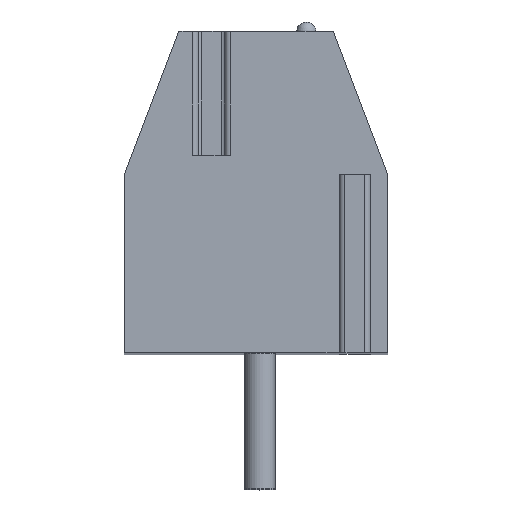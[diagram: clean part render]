
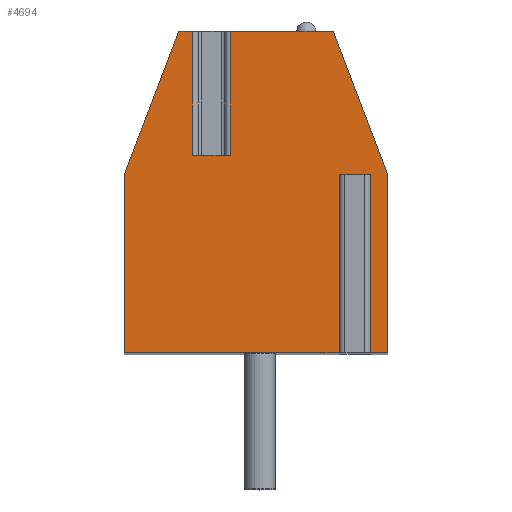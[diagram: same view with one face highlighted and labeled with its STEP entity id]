
A CAD part, top view. The second image highlights one B-rep face of the part: STEP entity #4694.
In plain terms, the highlighted planar face has unit normal (0, 0, 1).
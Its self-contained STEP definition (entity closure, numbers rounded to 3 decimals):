
#13=DIRECTION('',(0.,1.,0.));
#14=VECTOR('',#13,3.2);
#15=CARTESIAN_POINT('',(-1.636,1.,20.955));
#16=LINE('',#15,#14);
#17=DIRECTION('',(1.,0.,0.));
#18=VECTOR('',#17,0.972);
#19=CARTESIAN_POINT('',(-1.636,1.,20.955));
#20=LINE('',#19,#18);
#21=DIRECTION('',(0.,1.,0.));
#22=VECTOR('',#21,3.2);
#23=CARTESIAN_POINT('',(-0.664,1.,20.955));
#24=LINE('',#23,#22);
#25=DIRECTION('',(-1.,0.,0.));
#26=VECTOR('',#25,2.659);
#27=CARTESIAN_POINT('',(1.995,4.2,20.955));
#28=LINE('',#27,#26);
#29=DIRECTION('',(-0.355,0.935,0.));
#30=VECTOR('',#29,3.958);
#31=CARTESIAN_POINT('',(3.4,0.5,20.955));
#32=LINE('',#31,#30);
#33=DIRECTION('',(0.,1.,0.));
#34=VECTOR('',#33,4.6);
#35=CARTESIAN_POINT('',(3.4,-4.1,20.955));
#36=LINE('',#35,#34);
#37=DIRECTION('',(1.,0.,0.));
#38=VECTOR('',#37,0.625);
#39=CARTESIAN_POINT('',(2.775,-4.1,20.955));
#40=LINE('',#39,#38);
#41=DIRECTION('',(0.,1.,0.));
#42=VECTOR('',#41,4.6);
#43=CARTESIAN_POINT('',(2.775,-4.1,20.955));
#44=LINE('',#43,#42);
#45=DIRECTION('',(-1.,0.,0.));
#46=VECTOR('',#45,0.45);
#47=CARTESIAN_POINT('',(2.775,0.5,20.955));
#48=LINE('',#47,#46);
#49=DIRECTION('',(0.,1.,0.));
#50=VECTOR('',#49,4.6);
#51=CARTESIAN_POINT('',(2.325,-4.1,20.955));
#52=LINE('',#51,#50);
#53=DIRECTION('',(1.,0.,0.));
#54=VECTOR('',#53,5.725);
#55=CARTESIAN_POINT('',(-3.4,-4.1,20.955));
#56=LINE('',#55,#54);
#57=DIRECTION('',(0.,-1.,0.));
#58=VECTOR('',#57,4.6);
#59=CARTESIAN_POINT('',(-3.4,0.5,20.955));
#60=LINE('',#59,#58);
#61=DIRECTION('',(-0.355,-0.935,0.));
#62=VECTOR('',#61,3.958);
#63=CARTESIAN_POINT('',(-1.995,4.2,20.955));
#64=LINE('',#63,#62);
#65=DIRECTION('',(-1.,0.,0.));
#66=VECTOR('',#65,0.359);
#67=CARTESIAN_POINT('',(-1.636,4.2,20.955));
#68=LINE('',#67,#66);
#3693=CARTESIAN_POINT('',(-1.995,4.2,20.955));
#3694=CARTESIAN_POINT('',(-3.4,0.5,20.955));
#3695=VERTEX_POINT('',#3693);
#3696=VERTEX_POINT('',#3694);
#3697=CARTESIAN_POINT('',(-3.4,-4.1,20.955));
#3698=VERTEX_POINT('',#3697);
#3699=CARTESIAN_POINT('',(3.4,-4.1,20.955));
#3700=CARTESIAN_POINT('',(3.4,0.5,20.955));
#3701=VERTEX_POINT('',#3699);
#3702=VERTEX_POINT('',#3700);
#3703=CARTESIAN_POINT('',(1.995,4.2,20.955));
#3704=VERTEX_POINT('',#3703);
#3741=CARTESIAN_POINT('',(2.775,0.5,20.955));
#3742=CARTESIAN_POINT('',(2.325,0.5,20.955));
#3743=VERTEX_POINT('',#3741);
#3744=VERTEX_POINT('',#3742);
#3745=CARTESIAN_POINT('',(2.325,-4.1,20.955));
#3746=VERTEX_POINT('',#3745);
#3747=CARTESIAN_POINT('',(2.775,-4.1,20.955));
#3748=VERTEX_POINT('',#3747);
#3809=CARTESIAN_POINT('',(-1.636,1.,20.955));
#3810=CARTESIAN_POINT('',(-1.636,4.2,20.955));
#3811=VERTEX_POINT('',#3809);
#3812=VERTEX_POINT('',#3810);
#3813=CARTESIAN_POINT('',(-0.664,1.,20.955));
#3814=CARTESIAN_POINT('',(-0.664,4.2,20.955));
#3815=VERTEX_POINT('',#3813);
#3816=VERTEX_POINT('',#3814);
#4659=CARTESIAN_POINT('',(0.,0.,20.955));
#4660=DIRECTION('',(0.,0.,1.));
#4661=DIRECTION('',(1.,0.,0.));
#4662=AXIS2_PLACEMENT_3D('',#4659,#4660,#4661);
#4663=PLANE('',#4662);
#4665=ORIENTED_EDGE('',*,*,#4664,.F.);
#4667=ORIENTED_EDGE('',*,*,#4666,.T.);
#4669=ORIENTED_EDGE('',*,*,#4668,.T.);
#4671=ORIENTED_EDGE('',*,*,#4670,.F.);
#4673=ORIENTED_EDGE('',*,*,#4672,.F.);
#4675=ORIENTED_EDGE('',*,*,#4674,.F.);
#4677=ORIENTED_EDGE('',*,*,#4676,.F.);
#4679=ORIENTED_EDGE('',*,*,#4678,.T.);
#4681=ORIENTED_EDGE('',*,*,#4680,.T.);
#4683=ORIENTED_EDGE('',*,*,#4682,.F.);
#4685=ORIENTED_EDGE('',*,*,#4684,.F.);
#4687=ORIENTED_EDGE('',*,*,#4686,.F.);
#4689=ORIENTED_EDGE('',*,*,#4688,.F.);
#4691=ORIENTED_EDGE('',*,*,#4690,.F.);
#4692=EDGE_LOOP('',(#4665,#4667,#4669,#4671,#4673,#4675,#4677,#4679,#4681,#4683,
#4685,#4687,#4689,#4691));
#4693=FACE_OUTER_BOUND('',#4692,.F.);
#4664=EDGE_CURVE('',#3811,#3812,#16,.T.);
#4666=EDGE_CURVE('',#3811,#3815,#20,.T.);
#4668=EDGE_CURVE('',#3815,#3816,#24,.T.);
#4670=EDGE_CURVE('',#3704,#3816,#28,.T.);
#4672=EDGE_CURVE('',#3702,#3704,#32,.T.);
#4674=EDGE_CURVE('',#3701,#3702,#36,.T.);
#4676=EDGE_CURVE('',#3748,#3701,#40,.T.);
#4678=EDGE_CURVE('',#3748,#3743,#44,.T.);
#4680=EDGE_CURVE('',#3743,#3744,#48,.T.);
#4682=EDGE_CURVE('',#3746,#3744,#52,.T.);
#4684=EDGE_CURVE('',#3698,#3746,#56,.T.);
#4686=EDGE_CURVE('',#3696,#3698,#60,.T.);
#4688=EDGE_CURVE('',#3695,#3696,#64,.T.);
#4690=EDGE_CURVE('',#3812,#3695,#68,.T.);
#4694=ADVANCED_FACE('',(#4693),#4663,.T.);
